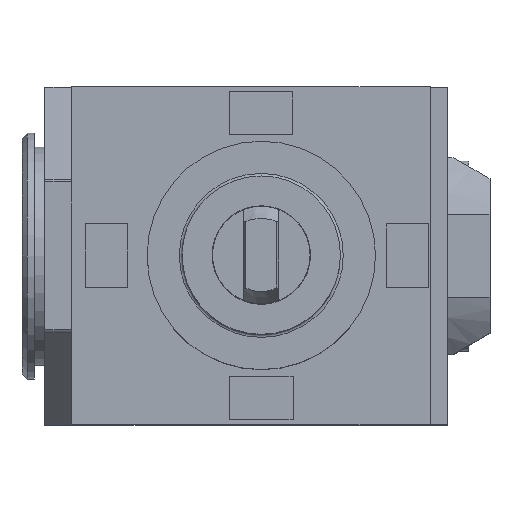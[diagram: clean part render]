
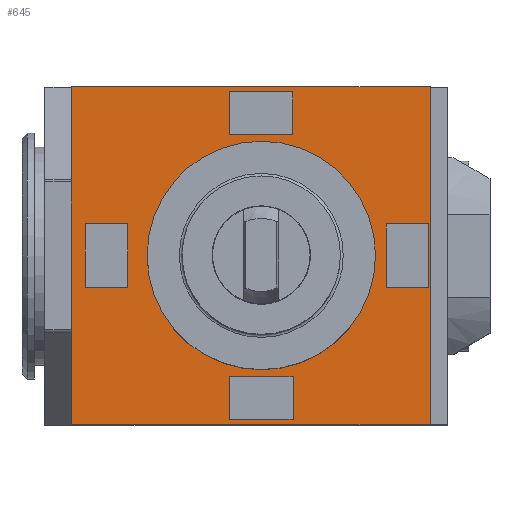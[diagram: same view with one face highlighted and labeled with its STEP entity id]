
A CAD part, top view. The second image highlights one B-rep face of the part: STEP entity #645.
In plain terms, the highlighted planar face has unit normal (0, 0, 1).
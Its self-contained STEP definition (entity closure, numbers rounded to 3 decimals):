
#62=LINE('',#2798,#233);
#142=LINE('',#3081,#313);
#146=LINE('',#3090,#317);
#149=LINE('',#3096,#320);
#152=LINE('',#3102,#323);
#154=LINE('',#3106,#325);
#158=LINE('',#3115,#329);
#161=LINE('',#3121,#332);
#164=LINE('',#3127,#335);
#166=LINE('',#3131,#337);
#170=LINE('',#3140,#341);
#173=LINE('',#3146,#344);
#176=LINE('',#3152,#347);
#178=LINE('',#3156,#349);
#182=LINE('',#3165,#353);
#185=LINE('',#3171,#356);
#188=LINE('',#3177,#359);
#200=LINE('',#3216,#371);
#201=LINE('',#3218,#372);
#202=LINE('',#3220,#373);
#233=VECTOR('',#2168,1.);
#313=VECTOR('',#2448,1.);
#317=VECTOR('',#2454,1.);
#320=VECTOR('',#2459,1.);
#323=VECTOR('',#2464,1.);
#325=VECTOR('',#2470,1.);
#329=VECTOR('',#2476,1.);
#332=VECTOR('',#2481,1.);
#335=VECTOR('',#2486,1.);
#337=VECTOR('',#2492,1.);
#341=VECTOR('',#2498,1.);
#344=VECTOR('',#2503,1.);
#347=VECTOR('',#2508,1.);
#349=VECTOR('',#2514,1.);
#353=VECTOR('',#2520,1.);
#356=VECTOR('',#2525,1.);
#359=VECTOR('',#2530,1.);
#371=VECTOR('',#2574,1.);
#372=VECTOR('',#2577,1.);
#373=VECTOR('',#2578,1.);
#458=PLANE('',#2072);
#645=ADVANCED_FACE('',(#750,#751,#752,#753,#754,#755),#458,.F.);
#750=FACE_BOUND('',#869,.T.);
#751=FACE_BOUND('',#870,.T.);
#752=FACE_BOUND('',#871,.T.);
#753=FACE_BOUND('',#872,.T.);
#754=FACE_BOUND('',#873,.T.);
#755=FACE_BOUND('',#874,.T.);
#869=EDGE_LOOP('',(#1277,#1278,#1279,#1280));
#870=EDGE_LOOP('',(#1281,#1282,#1283,#1284));
#871=EDGE_LOOP('',(#1285,#1286,#1287,#1288));
#872=EDGE_LOOP('',(#1289,#1290,#1291,#1292));
#873=EDGE_LOOP('',(#1293,#1294,#1295,#1296));
#874=EDGE_LOOP('',(#1297));
#1277=ORIENTED_EDGE('',*,*,#1783,.F.);
#1278=ORIENTED_EDGE('',*,*,#1793,.F.);
#1279=ORIENTED_EDGE('',*,*,#1790,.F.);
#1280=ORIENTED_EDGE('',*,*,#1787,.F.);
#1281=ORIENTED_EDGE('',*,*,#1747,.F.);
#1282=ORIENTED_EDGE('',*,*,#1757,.F.);
#1283=ORIENTED_EDGE('',*,*,#1754,.F.);
#1284=ORIENTED_EDGE('',*,*,#1751,.F.);
#1285=ORIENTED_EDGE('',*,*,#1813,.F.);
#1286=ORIENTED_EDGE('',*,*,#1616,.T.);
#1287=ORIENTED_EDGE('',*,*,#1812,.T.);
#1288=ORIENTED_EDGE('',*,*,#1814,.F.);
#1289=ORIENTED_EDGE('',*,*,#1769,.T.);
#1290=ORIENTED_EDGE('',*,*,#1759,.T.);
#1291=ORIENTED_EDGE('',*,*,#1763,.T.);
#1292=ORIENTED_EDGE('',*,*,#1766,.T.);
#1293=ORIENTED_EDGE('',*,*,#1771,.F.);
#1294=ORIENTED_EDGE('',*,*,#1781,.F.);
#1295=ORIENTED_EDGE('',*,*,#1778,.F.);
#1296=ORIENTED_EDGE('',*,*,#1775,.F.);
#1297=ORIENTED_EDGE('',*,*,#1795,.F.);
#1439=VERTEX_POINT('',#2797);
#1440=VERTEX_POINT('',#2799);
#1531=VERTEX_POINT('',#3082);
#1532=VERTEX_POINT('',#3083);
#1535=VERTEX_POINT('',#3091);
#1537=VERTEX_POINT('',#3097);
#1539=VERTEX_POINT('',#3107);
#1540=VERTEX_POINT('',#3108);
#1543=VERTEX_POINT('',#3116);
#1545=VERTEX_POINT('',#3122);
#1547=VERTEX_POINT('',#3132);
#1548=VERTEX_POINT('',#3133);
#1551=VERTEX_POINT('',#3141);
#1553=VERTEX_POINT('',#3147);
#1555=VERTEX_POINT('',#3157);
#1556=VERTEX_POINT('',#3158);
#1559=VERTEX_POINT('',#3166);
#1561=VERTEX_POINT('',#3172);
#1563=VERTEX_POINT('',#3182);
#1573=VERTEX_POINT('',#3215);
#1574=VERTEX_POINT('',#3219);
#1616=EDGE_CURVE('',#1440,#1439,#62,.T.);
#1747=EDGE_CURVE('',#1531,#1532,#142,.T.);
#1751=EDGE_CURVE('',#1532,#1535,#146,.T.);
#1754=EDGE_CURVE('',#1535,#1537,#149,.T.);
#1757=EDGE_CURVE('',#1537,#1531,#152,.T.);
#1759=EDGE_CURVE('',#1539,#1540,#154,.T.);
#1763=EDGE_CURVE('',#1540,#1543,#158,.T.);
#1766=EDGE_CURVE('',#1543,#1545,#161,.T.);
#1769=EDGE_CURVE('',#1545,#1539,#164,.T.);
#1771=EDGE_CURVE('',#1547,#1548,#166,.T.);
#1775=EDGE_CURVE('',#1548,#1551,#170,.T.);
#1778=EDGE_CURVE('',#1551,#1553,#173,.T.);
#1781=EDGE_CURVE('',#1553,#1547,#176,.T.);
#1783=EDGE_CURVE('',#1555,#1556,#178,.T.);
#1787=EDGE_CURVE('',#1556,#1559,#182,.T.);
#1790=EDGE_CURVE('',#1559,#1561,#185,.T.);
#1793=EDGE_CURVE('',#1561,#1555,#188,.T.);
#1795=EDGE_CURVE('',#1563,#1563,#1883,.T.);
#1812=EDGE_CURVE('',#1439,#1573,#200,.T.);
#1813=EDGE_CURVE('',#1440,#1574,#201,.T.);
#1814=EDGE_CURVE('',#1574,#1573,#202,.T.);
#1883=CIRCLE('',#2057,32.45);
#2057=AXIS2_PLACEMENT_3D('',#3181,#2536,#2537);
#2072=AXIS2_PLACEMENT_3D('',#3221,#2579,#2580);
#2168=DIRECTION('',(1.,0.,0.));
#2448=DIRECTION('',(0.,1.,0.));
#2454=DIRECTION('',(-1.,0.,0.));
#2459=DIRECTION('',(0.,-1.,0.));
#2464=DIRECTION('',(1.,0.,0.));
#2470=DIRECTION('',(0.,1.,0.));
#2476=DIRECTION('',(1.,0.,0.));
#2481=DIRECTION('',(0.,-1.,0.));
#2486=DIRECTION('',(-1.,0.,0.));
#2492=DIRECTION('',(-1.,0.,0.));
#2498=DIRECTION('',(0.,-1.,0.));
#2503=DIRECTION('',(1.,0.,0.));
#2508=DIRECTION('',(0.,1.,0.));
#2514=DIRECTION('',(-1.,0.,0.));
#2520=DIRECTION('',(0.,-1.,0.));
#2525=DIRECTION('',(1.,0.,0.));
#2530=DIRECTION('',(0.,1.,0.));
#2536=DIRECTION('',(0.,0.,1.));
#2537=DIRECTION('',(0.,1.,0.));
#2574=DIRECTION('',(0.,1.,0.));
#2577=DIRECTION('',(0.,1.,0.));
#2578=DIRECTION('',(1.,0.,0.));
#2579=DIRECTION('',(0.,0.,-1.));
#2580=DIRECTION('',(0.,1.,0.));
#2797=CARTESIAN_POINT('',(48.,-48.,0.));
#2798=CARTESIAN_POINT('',(-61.5,-48.,0.));
#2799=CARTESIAN_POINT('',(-54.,-48.,0.));
#3081=CARTESIAN_POINT('',(8.983,34.5,0.));
#3082=CARTESIAN_POINT('',(8.983,34.5,0.));
#3083=CARTESIAN_POINT('',(8.983,46.5,0.));
#3090=CARTESIAN_POINT('',(8.983,46.5,0.));
#3091=CARTESIAN_POINT('',(-9.02,46.5,0.));
#3096=CARTESIAN_POINT('',(-9.02,34.5,0.));
#3097=CARTESIAN_POINT('',(-9.02,34.5,0.));
#3102=CARTESIAN_POINT('',(-9.02,34.5,0.));
#3106=CARTESIAN_POINT('',(-50.,9.02,0.));
#3107=CARTESIAN_POINT('',(-50.,-8.983,0.));
#3108=CARTESIAN_POINT('',(-50.,9.02,0.));
#3115=CARTESIAN_POINT('',(-50.,9.02,0.));
#3116=CARTESIAN_POINT('',(-38.,9.02,0.));
#3121=CARTESIAN_POINT('',(-38.,-8.983,0.));
#3122=CARTESIAN_POINT('',(-38.,-8.983,0.));
#3127=CARTESIAN_POINT('',(-50.,-8.983,0.));
#3131=CARTESIAN_POINT('',(9.02,-34.5,0.));
#3132=CARTESIAN_POINT('',(9.02,-34.5,0.));
#3133=CARTESIAN_POINT('',(-8.983,-34.5,0.));
#3140=CARTESIAN_POINT('',(-8.983,-34.5,0.));
#3141=CARTESIAN_POINT('',(-8.983,-46.5,0.));
#3146=CARTESIAN_POINT('',(-8.983,-46.5,0.));
#3147=CARTESIAN_POINT('',(9.02,-46.5,0.));
#3152=CARTESIAN_POINT('',(9.02,-34.5,0.));
#3156=CARTESIAN_POINT('',(47.5,8.983,0.));
#3157=CARTESIAN_POINT('',(47.5,8.983,0.));
#3158=CARTESIAN_POINT('',(35.5,8.983,0.));
#3165=CARTESIAN_POINT('',(35.5,8.983,0.));
#3166=CARTESIAN_POINT('',(35.5,-9.02,0.));
#3171=CARTESIAN_POINT('',(47.5,-9.02,0.));
#3172=CARTESIAN_POINT('',(47.5,-9.02,0.));
#3177=CARTESIAN_POINT('',(47.5,-9.02,0.));
#3181=CARTESIAN_POINT('',(0.,0.,0.));
#3182=CARTESIAN_POINT('',(0.,32.45,0.));
#3215=CARTESIAN_POINT('',(48.,48.,0.));
#3216=CARTESIAN_POINT('',(48.,-123.916,0.));
#3218=CARTESIAN_POINT('',(-54.,-123.916,0.));
#3219=CARTESIAN_POINT('',(-54.,48.,0.));
#3220=CARTESIAN_POINT('',(-61.5,48.,0.));
#3221=CARTESIAN_POINT('',(-61.5,-48.,0.));
